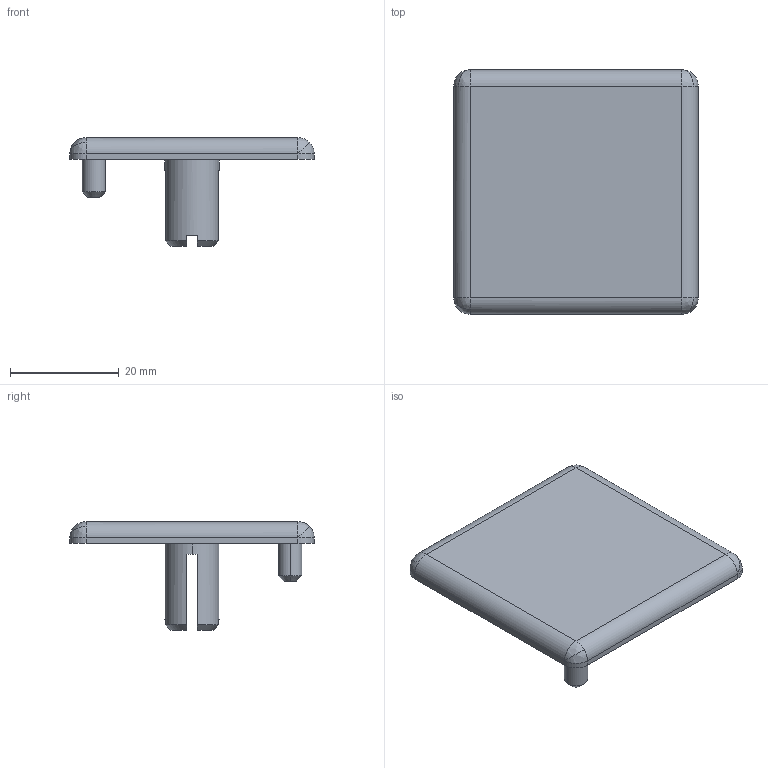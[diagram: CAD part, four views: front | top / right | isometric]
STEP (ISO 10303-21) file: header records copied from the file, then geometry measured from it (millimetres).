
FILE_DESCRIPTION (( 'STEP AP214' ), '1' );
FILE_NAME ('38DEFAU113073244963.step', '2006-11-30T12:32:42', ( 'sysAdmin' ), ( 'SolidWorks' ), 'SwSTEP 2.0', 'SolidWorks 2007', '' );
FILE_SCHEMA (( 'AUTOMOTIVE_DESIGN' ));
Length unit declared in the file: millimetre
Products named in the file (1): 38DEFAU113073244963
Bounding box: 45 x 45 x 20 mm (x, y, z)
Volume: 5139.3 mm3; surface area: 5757.2 mm2
Topology: 1 solids, 1 shells, 59 faces, 152 edges, 90 vertices
Faces by surface type: plane 27, cylinder 18, bspline 8, cone 6
Entity records: 1855 total; most frequent: CARTESIAN_POINT 438, DIRECTION 302, ORIENTED_EDGE 288, EDGE_CURVE 144, AXIS2_PLACEMENT_3D 114, VERTEX_POINT 90, LINE 74, VECTOR 74
